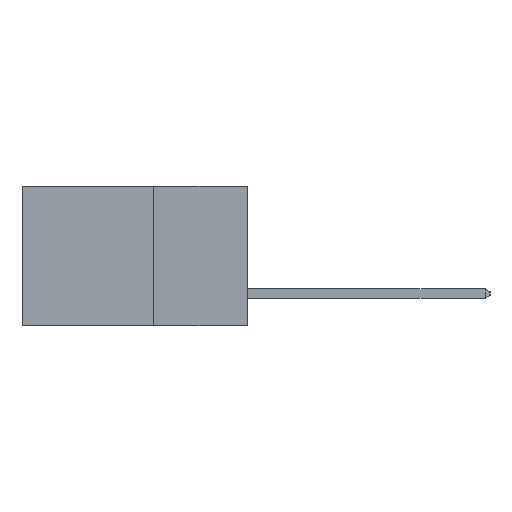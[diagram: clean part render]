
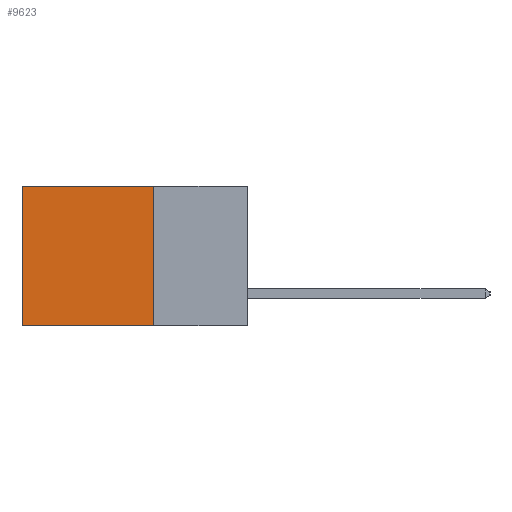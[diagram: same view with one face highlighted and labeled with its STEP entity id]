
A CAD part, left-side view. The second image highlights one B-rep face of the part: STEP entity #9623.
In plain terms, the highlighted planar face has unit normal (-1, 0, 0).
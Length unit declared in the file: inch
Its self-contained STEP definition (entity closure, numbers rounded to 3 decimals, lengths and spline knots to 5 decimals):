
#141 = PLANE ( 'NONE',  #8158 ) ;
#547 = ORIENTED_EDGE ( 'NONE', *, *, #6987, .T. ) ;
#892 = DIRECTION ( 'NONE',  ( 0., 0., -1. ) ) ;
#927 = CARTESIAN_POINT ( 'NONE',  ( 0.2615, 0.6, -0.37 ) ) ;
#945 = DIRECTION ( 'NONE',  ( 1., 0., 0. ) ) ;
#1031 = ORIENTED_EDGE ( 'NONE', *, *, #4711, .F. ) ;
#1065 = EDGE_LOOP ( 'NONE', ( #547, #1031, #1809, #2534 ) ) ;
#1786 = LINE ( 'NONE', #4791, #9269 ) ;
#1809 = ORIENTED_EDGE ( 'NONE', *, *, #2532, .F. ) ;
#2144 = EDGE_CURVE ( 'NONE', #9064, #5375, #3992, .T. ) ;
#2333 = DIRECTION ( 'NONE',  ( 0., 0., -1. ) ) ;
#2510 = CARTESIAN_POINT ( 'NONE',  ( 0.2615, 0.25, -0.37 ) ) ;
#2532 = EDGE_CURVE ( 'NONE', #9064, #7198, #4952, .T. ) ;
#2534 = ORIENTED_EDGE ( 'NONE', *, *, #2144, .T. ) ;
#2583 = FACE_OUTER_BOUND ( 'NONE', #1065, .T. ) ;
#2638 = CARTESIAN_POINT ( 'NONE',  ( 0.2615, 0.25, 0. ) ) ;
#2823 = VERTEX_POINT ( 'NONE', #7716 ) ;
#3477 = CARTESIAN_POINT ( 'NONE',  ( 0.2615, 0.25, -0.37 ) ) ;
#3612 = DIRECTION ( 'NONE',  ( 0., 1., 0. ) ) ;
#3992 = LINE ( 'NONE', #7639, #7713 ) ;
#4332 = DIRECTION ( 'NONE',  ( 0., 1., 0. ) ) ;
#4465 = VECTOR ( 'NONE', #2333, 39.37008 ) ;
#4711 = EDGE_CURVE ( 'NONE', #7198, #2823, #1786, .T. ) ;
#4791 = CARTESIAN_POINT ( 'NONE',  ( 0.2615, 0.25, -0.37 ) ) ;
#4952 = LINE ( 'NONE', #3477, #4465 ) ;
#5375 = VERTEX_POINT ( 'NONE', #8240 ) ;
#6321 = DIRECTION ( 'NONE',  ( 0., 0., -1. ) ) ;
#6987 = EDGE_CURVE ( 'NONE', #5375, #2823, #9556, .T. ) ;
#7198 = VERTEX_POINT ( 'NONE', #2510 ) ;
#7637 = VECTOR ( 'NONE', #892, 39.37008 ) ;
#7639 = CARTESIAN_POINT ( 'NONE',  ( 0.2615, 0.25, 0. ) ) ;
#7713 = VECTOR ( 'NONE', #3612, 39.37008 ) ;
#7716 = CARTESIAN_POINT ( 'NONE',  ( 0.2615, 0.6, -0.37 ) ) ;
#8158 = AXIS2_PLACEMENT_3D ( 'NONE', #8483, #945, #6321 ) ;
#8240 = CARTESIAN_POINT ( 'NONE',  ( 0.2615, 0.6, 0. ) ) ;
#8483 = CARTESIAN_POINT ( 'NONE',  ( 0.2615, 0.25, -0.37 ) ) ;
#9064 = VERTEX_POINT ( 'NONE', #2638 ) ;
#9269 = VECTOR ( 'NONE', #4332, 39.37008 ) ;
#9556 = LINE ( 'NONE', #927, #7637 ) ;
#9623 = ADVANCED_FACE ( 'NONE', ( #2583 ), #141, .F. ) ;
